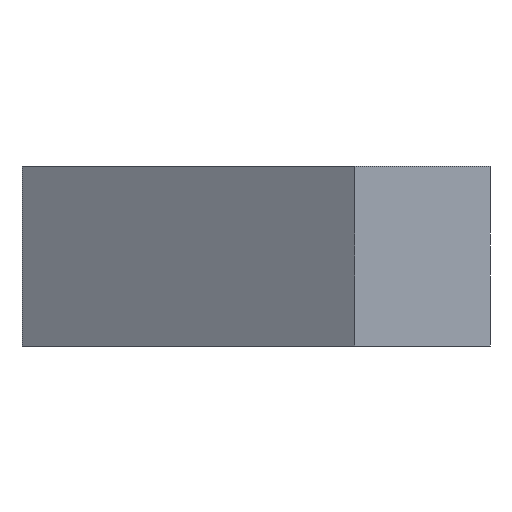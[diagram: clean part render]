
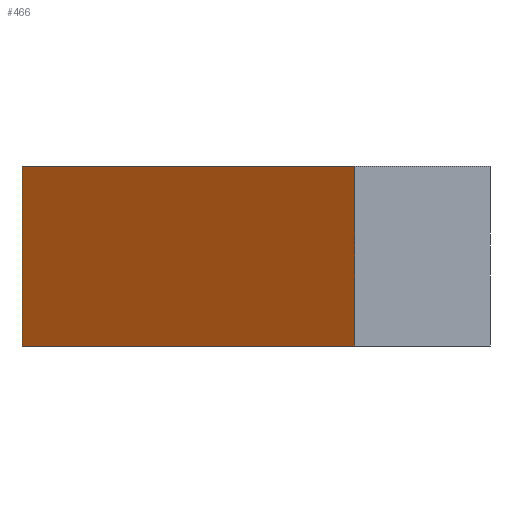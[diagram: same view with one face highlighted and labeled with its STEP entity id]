
A CAD part, left-side view. The second image highlights one B-rep face of the part: STEP entity #466.
In plain terms, the highlighted planar face has unit normal (-0.824, 0.566, 0).
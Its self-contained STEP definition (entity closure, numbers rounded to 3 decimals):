
#11 = VECTOR ( 'NONE', #413, 1000. ) ;
#19 = ORIENTED_EDGE ( 'NONE', *, *, #455, .F. ) ;
#40 = VECTOR ( 'NONE', #287, 1000. ) ;
#42 = VECTOR ( 'NONE', #318, 1000. ) ;
#49 = LINE ( 'NONE', #412, #11 ) ;
#54 = LINE ( 'NONE', #281, #40 ) ;
#60 = LINE ( 'NONE', #317, #42 ) ;
#80 = VERTEX_POINT ( 'NONE', #294 ) ;
#81 = VERTEX_POINT ( 'NONE', #270 ) ;
#82 = VERTEX_POINT ( 'NONE', #291 ) ;
#93 = VERTEX_POINT ( 'NONE', #268 ) ;
#105 = EDGE_LOOP ( 'NONE', ( #169, #19, #151, #168 ) ) ;
#151 = ORIENTED_EDGE ( 'NONE', *, *, #432, .F. ) ;
#168 = ORIENTED_EDGE ( 'NONE', *, *, #437, .T. ) ;
#169 = ORIENTED_EDGE ( 'NONE', *, *, #462, .T. ) ;
#176 = DIRECTION ( 'NONE',  ( -0.566, -0.824, 0. ) ) ;
#179 = PLANE ( 'NONE',  #489 ) ;
#180 = DIRECTION ( 'NONE',  ( 0.824, -0.566, 0. ) ) ;
#181 = DIRECTION ( 'NONE',  ( 0.566, 0.824, 0. ) ) ;
#182 = CARTESIAN_POINT ( 'NONE',  ( -37.4, 15., 20. ) ) ;
#268 = CARTESIAN_POINT ( 'NONE',  ( -12., 52., 0. ) ) ;
#270 = CARTESIAN_POINT ( 'NONE',  ( -12., 52., 20. ) ) ;
#281 = CARTESIAN_POINT ( 'NONE',  ( -37.4, 15., 20. ) ) ;
#287 = DIRECTION ( 'NONE',  ( -0.566, -0.824, 0. ) ) ;
#291 = CARTESIAN_POINT ( 'NONE',  ( -37.4, 15., 20. ) ) ;
#294 = CARTESIAN_POINT ( 'NONE',  ( -37.4, 15., 0. ) ) ;
#317 = CARTESIAN_POINT ( 'NONE',  ( -12., 52., 20. ) ) ;
#318 = DIRECTION ( 'NONE',  ( 0., 0., -1. ) ) ;
#412 = CARTESIAN_POINT ( 'NONE',  ( -37.4, 15., 20. ) ) ;
#413 = DIRECTION ( 'NONE',  ( 0., 0., -1. ) ) ;
#414 = CARTESIAN_POINT ( 'NONE',  ( -37.4, 15., 0. ) ) ;
#432 = EDGE_CURVE ( 'NONE', #81, #82, #54, .T. ) ;
#437 = EDGE_CURVE ( 'NONE', #81, #93, #60, .T. ) ;
#455 = EDGE_CURVE ( 'NONE', #82, #80, #49, .T. ) ;
#462 = EDGE_CURVE ( 'NONE', #93, #80, #531, .T. ) ;
#466 = ADVANCED_FACE ( 'NONE', ( #525 ), #179, .F. ) ;
#489 = AXIS2_PLACEMENT_3D ( 'NONE', #182, #180, #181 ) ;
#525 = FACE_OUTER_BOUND ( 'NONE', #105, .T. ) ;
#531 = LINE ( 'NONE', #414, #559 ) ;
#559 = VECTOR ( 'NONE', #176, 1000. ) ;
